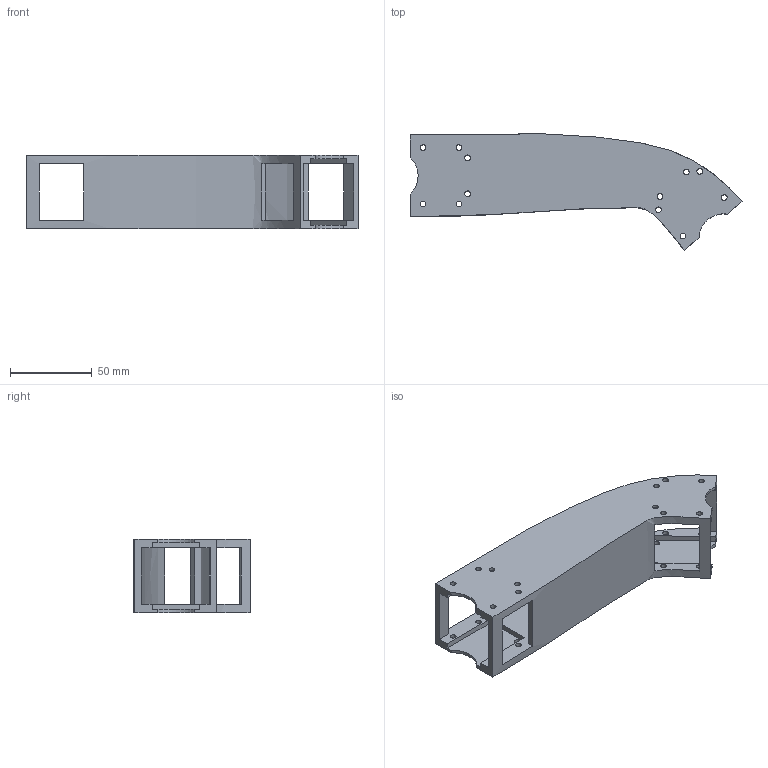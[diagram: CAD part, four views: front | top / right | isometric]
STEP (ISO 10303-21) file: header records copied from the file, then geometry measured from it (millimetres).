
FILE_DESCRIPTION(('Open CASCADE Model'),'2;1');
FILE_NAME('Open CASCADE Shape Model','2025-08-17T21:17:54',('Author'),( 'Open CASCADE'),'Open CASCADE STEP processor 7.8','Open CASCADE 7.8' ,'Unknown');
FILE_SCHEMA(('AUTOMOTIVE_DESIGN { 1 0 10303 214 1 1 1 1 }'));
Length unit declared in the file: millimetre
Products named in the file (1): Open CASCADE STEP translator 7.8 1
Bounding box: 203.41 x 71.21 x 45 mm (x, y, z)
Volume: 119436.6 mm3; surface area: 61066.7 mm2
Topology: 1 solids, 1 shells, 70 faces, 222 edges, 148 vertices
Faces by surface type: plane 36, cylinder 28, extrusion 6
Full cylindrical faces by diameter (mm): 3.5 x24
Entity records: 6083 total; most frequent: CARTESIAN_POINT 1851, DIRECTION 693, ORIENTED_EDGE 444, PCURVE 444, DEFINITIONAL_REPRESENTATION 444, VECTOR 422, LINE 416, EDGE_CURVE 222
